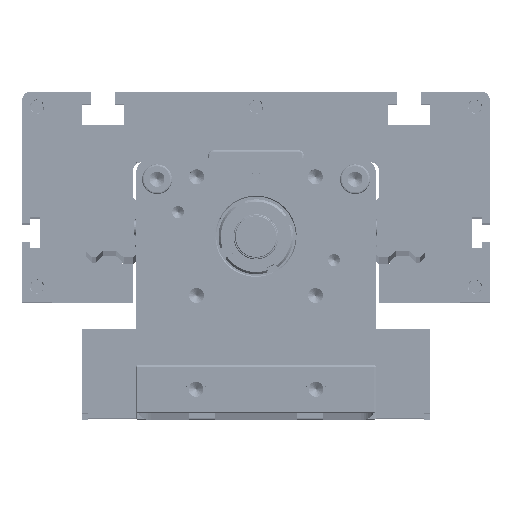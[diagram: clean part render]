
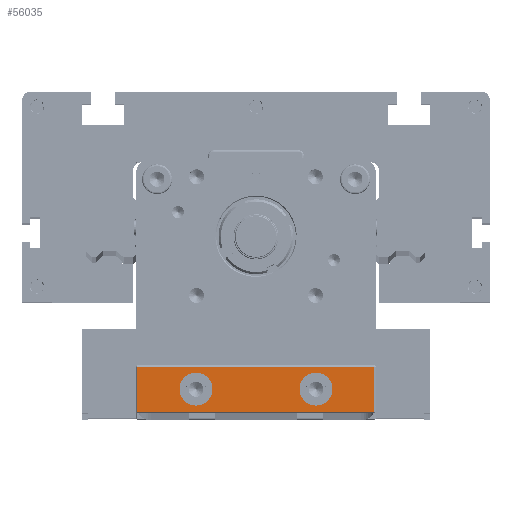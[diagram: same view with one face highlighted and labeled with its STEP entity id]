
A CAD part, top view. The second image highlights one B-rep face of the part: STEP entity #56035.
In plain terms, the highlighted planar face has unit normal (0, 0, 1).
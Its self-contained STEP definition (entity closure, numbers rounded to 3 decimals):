
#210 = CARTESIAN_POINT ( 'NONE',  ( -40., -8., 16. ) ) ;
#675 = DIRECTION ( 'NONE',  ( 0., 0., 1. ) ) ;
#1036 = CARTESIAN_POINT ( 'NONE',  ( 39.5, 7.5, 16. ) ) ;
#4550 = CARTESIAN_POINT ( 'NONE',  ( -20., 0., 16. ) ) ;
#5789 = PLANE ( 'NONE',  #17166 ) ;
#6363 = CIRCLE ( 'NONE', #85983, 5.5 ) ;
#6529 = EDGE_CURVE ( 'NONE', #19309, #77162, #32126, .T. ) ;
#6610 = CARTESIAN_POINT ( 'NONE',  ( -14.5, 0., 16. ) ) ;
#6705 = FACE_BOUND ( 'NONE', #62205, .T. ) ;
#8777 = CARTESIAN_POINT ( 'NONE',  ( 25.5, 0., 16. ) ) ;
#9290 = AXIS2_PLACEMENT_3D ( 'NONE', #29985, #58133, #84492 ) ;
#9829 = EDGE_CURVE ( 'NONE', #30983, #44854, #27195, .T. ) ;
#10947 = EDGE_CURVE ( 'NONE', #35384, #43707, #6363, .T. ) ;
#12601 = DIRECTION ( 'NONE',  ( 0., 0., 1. ) ) ;
#14306 = DIRECTION ( 'NONE',  ( 0., 1., 0. ) ) ;
#16085 = EDGE_CURVE ( 'NONE', #43707, #35384, #70679, .T. ) ;
#16517 = CARTESIAN_POINT ( 'NONE',  ( -20., 0., 16. ) ) ;
#16546 = VECTOR ( 'NONE', #42983, 1000. ) ;
#17166 = AXIS2_PLACEMENT_3D ( 'NONE', #210, #675, #41358 ) ;
#19053 = EDGE_LOOP ( 'NONE', ( #81102, #84606 ) ) ;
#19309 = VERTEX_POINT ( 'NONE', #8777 ) ;
#20341 = CARTESIAN_POINT ( 'NONE',  ( 39.5, 8., 16. ) ) ;
#21758 = ORIENTED_EDGE ( 'NONE', *, *, #9829, .T. ) ;
#27195 = LINE ( 'NONE', #27641, #83394 ) ;
#27641 = CARTESIAN_POINT ( 'NONE',  ( -40., 7.5, 16. ) ) ;
#28118 = EDGE_LOOP ( 'NONE', ( #21758, #36234, #47639, #33370 ) ) ;
#29214 = CARTESIAN_POINT ( 'NONE',  ( -39.5, -8., 16. ) ) ;
#29985 = CARTESIAN_POINT ( 'NONE',  ( 20., 0., 16. ) ) ;
#30983 = VERTEX_POINT ( 'NONE', #1036 ) ;
#32126 = CIRCLE ( 'NONE', #35032, 5.5 ) ;
#32368 = VERTEX_POINT ( 'NONE', #74816 ) ;
#33370 = ORIENTED_EDGE ( 'NONE', *, *, #40090, .T. ) ;
#33832 = DIRECTION ( 'NONE',  ( 1., 0., 0. ) ) ;
#35032 = AXIS2_PLACEMENT_3D ( 'NONE', #47686, #12601, #33832 ) ;
#35384 = VERTEX_POINT ( 'NONE', #84854 ) ;
#36234 = ORIENTED_EDGE ( 'NONE', *, *, #37088, .T. ) ;
#37088 = EDGE_CURVE ( 'NONE', #44854, #76965, #43959, .T. ) ;
#38304 = DIRECTION ( 'NONE',  ( 0., 0., 1. ) ) ;
#40090 = EDGE_CURVE ( 'NONE', #32368, #30983, #56305, .T. ) ;
#41358 = DIRECTION ( 'NONE',  ( 1., 0., 0. ) ) ;
#42983 = DIRECTION ( 'NONE',  ( 1., 0., 0. ) ) ;
#43707 = VERTEX_POINT ( 'NONE', #6610 ) ;
#43959 = LINE ( 'NONE', #29214, #87866 ) ;
#44854 = VERTEX_POINT ( 'NONE', #86272 ) ;
#45874 = CARTESIAN_POINT ( 'NONE',  ( 14.5, 0., 16. ) ) ;
#47639 = ORIENTED_EDGE ( 'NONE', *, *, #80628, .T. ) ;
#47686 = CARTESIAN_POINT ( 'NONE',  ( 20., 0., 16. ) ) ;
#47758 = EDGE_CURVE ( 'NONE', #77162, #19309, #77126, .T. ) ;
#50353 = LINE ( 'NONE', #71129, #16546 ) ;
#54295 = AXIS2_PLACEMENT_3D ( 'NONE', #16517, #79303, #85333 ) ;
#56035 = ADVANCED_FACE ( 'NONE', ( #69057, #69976, #6705 ), #5789, .T. ) ;
#56305 = LINE ( 'NONE', #20341, #62269 ) ;
#58133 = DIRECTION ( 'NONE',  ( 0., 0., 1. ) ) ;
#62205 = EDGE_LOOP ( 'NONE', ( #81296, #69234 ) ) ;
#62269 = VECTOR ( 'NONE', #14306, 1000. ) ;
#69057 = FACE_OUTER_BOUND ( 'NONE', #28118, .T. ) ;
#69175 = DIRECTION ( 'NONE',  ( -1., 0., 0. ) ) ;
#69234 = ORIENTED_EDGE ( 'NONE', *, *, #47758, .F. ) ;
#69976 = FACE_BOUND ( 'NONE', #19053, .T. ) ;
#70679 = CIRCLE ( 'NONE', #54295, 5.5 ) ;
#71129 = CARTESIAN_POINT ( 'NONE',  ( 40., -7.5, 16. ) ) ;
#72107 = DIRECTION ( 'NONE',  ( 0., -1., 0. ) ) ;
#74816 = CARTESIAN_POINT ( 'NONE',  ( 39.5, -7.5, 16. ) ) ;
#76965 = VERTEX_POINT ( 'NONE', #80056 ) ;
#77126 = CIRCLE ( 'NONE', #9290, 5.5 ) ;
#77162 = VERTEX_POINT ( 'NONE', #45874 ) ;
#79303 = DIRECTION ( 'NONE',  ( 0., 0., 1. ) ) ;
#80056 = CARTESIAN_POINT ( 'NONE',  ( -39.5, -7.5, 16. ) ) ;
#80628 = EDGE_CURVE ( 'NONE', #76965, #32368, #50353, .T. ) ;
#81102 = ORIENTED_EDGE ( 'NONE', *, *, #16085, .F. ) ;
#81296 = ORIENTED_EDGE ( 'NONE', *, *, #6529, .F. ) ;
#83394 = VECTOR ( 'NONE', #69175, 1000. ) ;
#84492 = DIRECTION ( 'NONE',  ( 1., 0., 0. ) ) ;
#84606 = ORIENTED_EDGE ( 'NONE', *, *, #10947, .F. ) ;
#84854 = CARTESIAN_POINT ( 'NONE',  ( -25.5, 0., 16. ) ) ;
#85333 = DIRECTION ( 'NONE',  ( 1., 0., 0. ) ) ;
#85983 = AXIS2_PLACEMENT_3D ( 'NONE', #4550, #38304, #87705 ) ;
#86272 = CARTESIAN_POINT ( 'NONE',  ( -39.5, 7.5, 16. ) ) ;
#87705 = DIRECTION ( 'NONE',  ( 1., 0., 0. ) ) ;
#87866 = VECTOR ( 'NONE', #72107, 1000. ) ;
